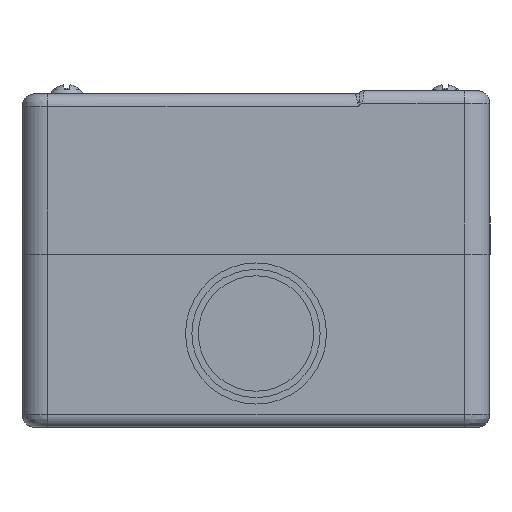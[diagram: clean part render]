
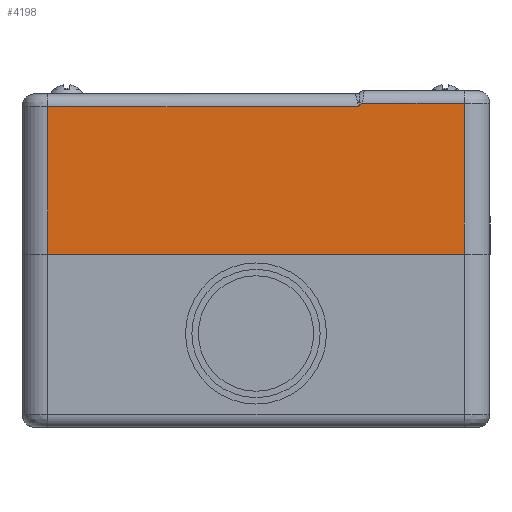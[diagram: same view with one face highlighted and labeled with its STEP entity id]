
A CAD part, front view. The second image highlights one B-rep face of the part: STEP entity #4198.
In plain terms, the highlighted planar face has unit normal (0, -1, 0).
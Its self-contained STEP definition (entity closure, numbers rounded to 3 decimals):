
#122=B_SPLINE_CURVE_WITH_KNOTS('',3,(#7752,#7753,#7754,#7755,#7756,#7757),
 .UNSPECIFIED.,.F.,.F.,(4,2,4),(0.,0.,0.068),
 .UNSPECIFIED.);
#259=PLANE('',#4626);
#445=LINE('',#7786,#720);
#450=LINE('',#7824,#725);
#451=LINE('',#7828,#726);
#452=LINE('',#7830,#727);
#453=LINE('',#7831,#728);
#720=VECTOR('',#5557,16.029);
#725=VECTOR('',#5582,23.5);
#726=VECTOR('',#5587,48.5);
#727=VECTOR('',#5588,23.);
#728=VECTOR('',#5589,65.);
#1169=FACE_OUTER_BOUND('',#1473,.T.);
#1473=EDGE_LOOP('',(#3547,#3548,#3549,#3550,#3551,#3552));
#2038=VERTEX_POINT('',#7500);
#2049=VERTEX_POINT('',#7720);
#2060=VERTEX_POINT('',#7785);
#2065=VERTEX_POINT('',#7823);
#2066=VERTEX_POINT('',#7827);
#2067=VERTEX_POINT('',#7829);
#2564=EDGE_CURVE('',#2038,#2049,#122,.T.);
#2578=EDGE_CURVE('',#2049,#2060,#445,.T.);
#2589=EDGE_CURVE('',#2060,#2065,#450,.T.);
#2591=EDGE_CURVE('',#2066,#2038,#451,.T.);
#2592=EDGE_CURVE('',#2067,#2066,#452,.T.);
#2593=EDGE_CURVE('',#2067,#2065,#453,.T.);
#3547=ORIENTED_EDGE('',*,*,#2564,.F.);
#3548=ORIENTED_EDGE('',*,*,#2591,.F.);
#3549=ORIENTED_EDGE('',*,*,#2592,.F.);
#3550=ORIENTED_EDGE('',*,*,#2593,.T.);
#3551=ORIENTED_EDGE('',*,*,#2589,.F.);
#3552=ORIENTED_EDGE('',*,*,#2578,.F.);
#4198=ADVANCED_FACE('',(#1169),#259,.T.);
#4626=AXIS2_PLACEMENT_3D('',#7826,#5585,#5586);
#5557=DIRECTION('',(1.,0.,0.));
#5582=DIRECTION('',(0.,0.,-1.));
#5585=DIRECTION('center_axis',(0.,-1.,0.));
#5586=DIRECTION('ref_axis',(1.,0.,0.));
#5587=DIRECTION('',(1.,0.,0.));
#5588=DIRECTION('',(0.,0.,1.));
#5589=DIRECTION('',(1.,0.,0.));
#7500=CARTESIAN_POINT('',(16.,-116.5,23.));
#7720=CARTESIAN_POINT('',(16.471,-116.5,23.5));
#7752=CARTESIAN_POINT('Ctrl Pts',(16.,-116.5,23.));
#7753=CARTESIAN_POINT('Ctrl Pts',(16.001,-116.5,23.001));
#7754=CARTESIAN_POINT('Ctrl Pts',(16.002,-116.5,23.002));
#7755=CARTESIAN_POINT('Ctrl Pts',(16.164,-116.5,23.164));
#7756=CARTESIAN_POINT('Ctrl Pts',(16.325,-116.5,23.325));
#7757=CARTESIAN_POINT('Ctrl Pts',(16.471,-116.5,23.5));
#7785=CARTESIAN_POINT('',(32.5,-116.5,23.5));
#7786=CARTESIAN_POINT('',(-5.19,-116.5,23.5));
#7823=CARTESIAN_POINT('',(32.5,-116.5,0.));
#7824=CARTESIAN_POINT('',(32.5,-116.5,0.));
#7826=CARTESIAN_POINT('Origin',(-36.5,-116.5,0.));
#7827=CARTESIAN_POINT('',(-32.5,-116.5,23.));
#7828=CARTESIAN_POINT('',(-18.25,-116.5,23.));
#7829=CARTESIAN_POINT('',(-32.5,-116.5,0.));
#7830=CARTESIAN_POINT('',(-32.5,-116.5,0.));
#7831=CARTESIAN_POINT('',(-36.5,-116.5,0.));
